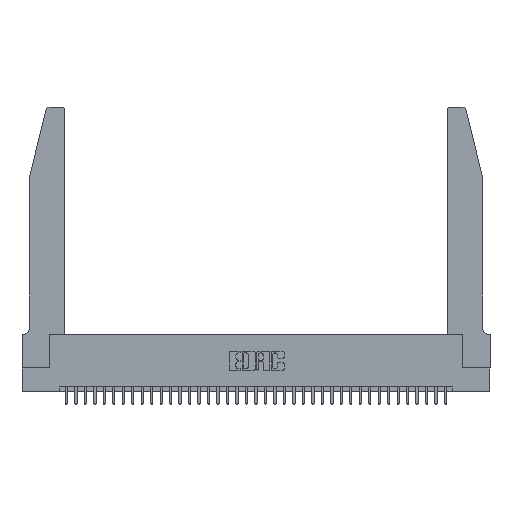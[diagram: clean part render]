
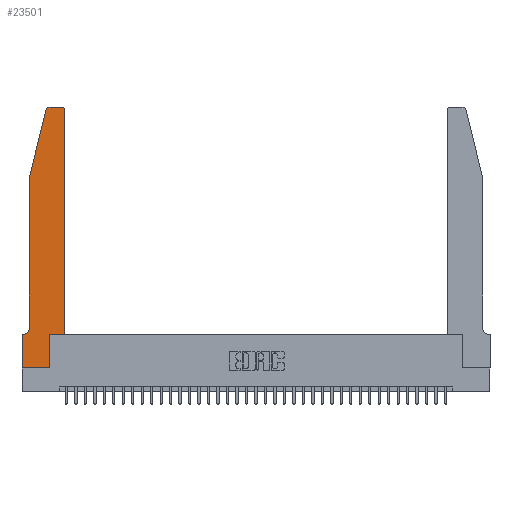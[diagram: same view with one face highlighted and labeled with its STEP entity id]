
A CAD part, top view. The second image highlights one B-rep face of the part: STEP entity #23501.
In plain terms, the highlighted planar face has unit normal (0, 0, 1).
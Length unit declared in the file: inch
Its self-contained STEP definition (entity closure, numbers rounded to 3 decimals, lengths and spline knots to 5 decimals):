
#455 = VERTEX_POINT ( 'NONE', #15925 ) ;
#471 = EDGE_LOOP ( 'NONE', ( #19459, #18455, #30879, #12209, #35864, #5233, #25502, #3523, #25730, #17662, #10515, #5787 ) ) ;
#892 = EDGE_CURVE ( 'NONE', #26245, #10258, #28705, .T. ) ;
#897 = CARTESIAN_POINT ( 'NONE',  ( 0., 0.35, 0.37 ) ) ;
#1304 = AXIS2_PLACEMENT_3D ( 'NONE', #29702, #4176, #26796 ) ;
#1659 = DIRECTION ( 'NONE',  ( -1., 0., 0. ) ) ;
#1842 = LINE ( 'NONE', #17213, #15698 ) ;
#2184 = LINE ( 'NONE', #29812, #33543 ) ;
#2548 = VERTEX_POINT ( 'NONE', #3311 ) ;
#3311 = CARTESIAN_POINT ( 'NONE',  ( 0.25487, 2.72718, 0.37 ) ) ;
#3425 = CARTESIAN_POINT ( 'NONE',  ( 0.0755, 2., 0.37 ) ) ;
#3523 = ORIENTED_EDGE ( 'NONE', *, *, #27072, .T. ) ;
#3566 = VERTEX_POINT ( 'NONE', #26635 ) ;
#3785 = DIRECTION ( 'NONE',  ( 0., -1., 0. ) ) ;
#4167 = CARTESIAN_POINT ( 'NONE',  ( 0.0755, 0.42, 0.37 ) ) ;
#4176 = DIRECTION ( 'NONE',  ( 0., 0., 1. ) ) ;
#4555 = CARTESIAN_POINT ( 'NONE',  ( 0.284, 2.75, 0.37 ) ) ;
#4978 = VECTOR ( 'NONE', #28913, 39.37008 ) ;
#5005 = EDGE_CURVE ( 'NONE', #10258, #3566, #17526, .T. ) ;
#5233 = ORIENTED_EDGE ( 'NONE', *, *, #7599, .T. ) ;
#5705 = VECTOR ( 'NONE', #18182, 39.37008 ) ;
#5787 = ORIENTED_EDGE ( 'NONE', *, *, #7291, .T. ) ;
#6286 = EDGE_CURVE ( 'NONE', #13567, #2548, #26852, .T. ) ;
#6501 = EDGE_CURVE ( 'NONE', #2548, #26245, #15233, .T. ) ;
#7046 = PLANE ( 'NONE',  #13149 ) ;
#7144 = VERTEX_POINT ( 'NONE', #35801 ) ;
#7172 = DIRECTION ( 'NONE',  ( 0., 0., 1. ) ) ;
#7291 = EDGE_CURVE ( 'NONE', #37067, #455, #15610, .T. ) ;
#7563 = LINE ( 'NONE', #7764, #26750 ) ;
#7599 = EDGE_CURVE ( 'NONE', #3566, #23438, #7563, .T. ) ;
#7764 = CARTESIAN_POINT ( 'NONE',  ( 0.0755, 0.35, 0.37 ) ) ;
#9546 = EDGE_CURVE ( 'NONE', #7144, #30851, #11819, .T. ) ;
#9940 = VERTEX_POINT ( 'NONE', #23307 ) ;
#10258 = VERTEX_POINT ( 'NONE', #4167 ) ;
#10368 = CARTESIAN_POINT ( 'NONE',  ( 0.4505, 2.72, 0.37 ) ) ;
#10515 = ORIENTED_EDGE ( 'NONE', *, *, #17912, .T. ) ;
#10648 = CARTESIAN_POINT ( 'NONE',  ( 0.0755, 2., 0.37 ) ) ;
#11819 = LINE ( 'NONE', #26202, #24346 ) ;
#12209 = ORIENTED_EDGE ( 'NONE', *, *, #892, .T. ) ;
#12286 = VECTOR ( 'NONE', #21239, 39.37008 ) ;
#12371 = DIRECTION ( 'NONE',  ( 0., 1., 0. ) ) ;
#12489 = VERTEX_POINT ( 'NONE', #22848 ) ;
#12495 = CARTESIAN_POINT ( 'NONE',  ( 0.0755, 2., 0.37 ) ) ;
#13149 = AXIS2_PLACEMENT_3D ( 'NONE', #897, #7172, #21378 ) ;
#13567 = VERTEX_POINT ( 'NONE', #4555 ) ;
#15233 = LINE ( 'NONE', #10648, #17914 ) ;
#15610 = CIRCLE ( 'NONE', #32055, 0.03 ) ;
#15698 = VECTOR ( 'NONE', #31895, 39.37008 ) ;
#15925 = CARTESIAN_POINT ( 'NONE',  ( 0.4205, 2.75, 0.37 ) ) ;
#16969 = EDGE_CURVE ( 'NONE', #455, #13567, #1842, .T. ) ;
#17213 = CARTESIAN_POINT ( 'NONE',  ( 0.2605, 2.75, 0.37 ) ) ;
#17221 = DIRECTION ( 'NONE',  ( -1., 0., 0. ) ) ;
#17405 = CARTESIAN_POINT ( 'NONE',  ( 0., 0., 0.37 ) ) ;
#17526 = CIRCLE ( 'NONE', #23087, 0.07 ) ;
#17662 = ORIENTED_EDGE ( 'NONE', *, *, #25861, .T. ) ;
#17752 = CARTESIAN_POINT ( 'NONE',  ( 0., 0.35, 0.37 ) ) ;
#17912 = EDGE_CURVE ( 'NONE', #12489, #37067, #2184, .T. ) ;
#17914 = VECTOR ( 'NONE', #24534, 39.37008 ) ;
#17925 = FACE_OUTER_BOUND ( 'NONE', #471, .T. ) ;
#18182 = DIRECTION ( 'NONE',  ( 1., 0., 0. ) ) ;
#18455 = ORIENTED_EDGE ( 'NONE', *, *, #6286, .T. ) ;
#19459 = ORIENTED_EDGE ( 'NONE', *, *, #16969, .T. ) ;
#19931 = LINE ( 'NONE', #33160, #12286 ) ;
#21239 = DIRECTION ( 'NONE',  ( 1., 0., 0. ) ) ;
#21378 = DIRECTION ( 'NONE',  ( 1., 0., 0. ) ) ;
#21861 = CARTESIAN_POINT ( 'NONE',  ( 0.4205, 2.72, 0.37 ) ) ;
#22230 = DIRECTION ( 'NONE',  ( 0., 0., 1. ) ) ;
#22848 = CARTESIAN_POINT ( 'NONE',  ( 0.4505, 0.35, 0.37 ) ) ;
#23087 = AXIS2_PLACEMENT_3D ( 'NONE', #27506, #24373, #1659 ) ;
#23307 = CARTESIAN_POINT ( 'NONE',  ( 0., 0., 0.37 ) ) ;
#23346 = EDGE_CURVE ( 'NONE', #23438, #9940, #27724, .T. ) ;
#23438 = VERTEX_POINT ( 'NONE', #17752 ) ;
#23501 = ADVANCED_FACE ( 'NONE', ( #17925 ), #7046, .T. ) ;
#23800 = DIRECTION ( 'NONE',  ( 0., 1., 0. ) ) ;
#24346 = VECTOR ( 'NONE', #23800, 39.37008 ) ;
#24373 = DIRECTION ( 'NONE',  ( 0., 0., -1. ) ) ;
#24534 = DIRECTION ( 'NONE',  ( -0.239, -0.971, 0. ) ) ;
#25502 = ORIENTED_EDGE ( 'NONE', *, *, #23346, .T. ) ;
#25730 = ORIENTED_EDGE ( 'NONE', *, *, #9546, .T. ) ;
#25861 = EDGE_CURVE ( 'NONE', #30851, #12489, #33031, .T. ) ;
#25998 = VECTOR ( 'NONE', #3785, 39.37008 ) ;
#26202 = CARTESIAN_POINT ( 'NONE',  ( 0.2865, 0.35, 0.37 ) ) ;
#26245 = VERTEX_POINT ( 'NONE', #3425 ) ;
#26635 = CARTESIAN_POINT ( 'NONE',  ( 0.0055, 0.35, 0.37 ) ) ;
#26750 = VECTOR ( 'NONE', #17221, 39.37008 ) ;
#26796 = DIRECTION ( 'NONE',  ( 1., 0., 0. ) ) ;
#26852 = CIRCLE ( 'NONE', #1304, 0.03 ) ;
#27072 = EDGE_CURVE ( 'NONE', #9940, #7144, #19931, .T. ) ;
#27155 = CARTESIAN_POINT ( 'NONE',  ( 0.2865, 0.35, 0.37 ) ) ;
#27506 = CARTESIAN_POINT ( 'NONE',  ( 0.0055, 0.42, 0.37 ) ) ;
#27724 = LINE ( 'NONE', #17405, #4978 ) ;
#27740 = DIRECTION ( 'NONE',  ( 1., 0., 0. ) ) ;
#28705 = LINE ( 'NONE', #12495, #25998 ) ;
#28913 = DIRECTION ( 'NONE',  ( 0., -1., 0. ) ) ;
#29702 = CARTESIAN_POINT ( 'NONE',  ( 0.284, 2.72, 0.37 ) ) ;
#29812 = CARTESIAN_POINT ( 'NONE',  ( 0.4505, 0.35, 0.37 ) ) ;
#30851 = VERTEX_POINT ( 'NONE', #27155 ) ;
#30879 = ORIENTED_EDGE ( 'NONE', *, *, #6501, .T. ) ;
#31895 = DIRECTION ( 'NONE',  ( -1., 0., 0. ) ) ;
#32055 = AXIS2_PLACEMENT_3D ( 'NONE', #21861, #22230, #27740 ) ;
#33031 = LINE ( 'NONE', #35360, #5705 ) ;
#33160 = CARTESIAN_POINT ( 'NONE',  ( 0., 0., 0.37 ) ) ;
#33543 = VECTOR ( 'NONE', #12371, 39.37008 ) ;
#35360 = CARTESIAN_POINT ( 'NONE',  ( 0.4505, 0.35, 0.37 ) ) ;
#35801 = CARTESIAN_POINT ( 'NONE',  ( 0.2865, 0., 0.37 ) ) ;
#35864 = ORIENTED_EDGE ( 'NONE', *, *, #5005, .T. ) ;
#37067 = VERTEX_POINT ( 'NONE', #10368 ) ;
